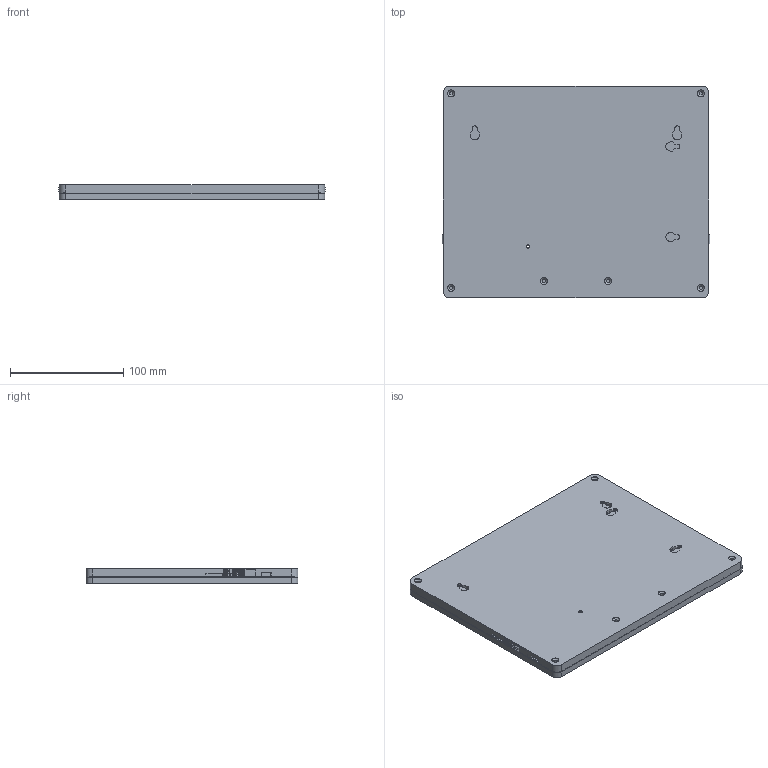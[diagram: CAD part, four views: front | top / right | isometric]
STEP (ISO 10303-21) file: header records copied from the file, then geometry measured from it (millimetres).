
FILE_DESCRIPTION(/* description */ (''),/* implementation_level */ '2;1');
FILE_NAME(/* name */ 'Inkplate10_Case_V1.6 v2.step',/* time_stamp */ '2022-01-27T11:26:35+01:00',/* author */ (''),/* organization */ (''),/* preprocessor_version */ 'ST-DEVELOPER v18.1',/* originating_system */ 'Autodesk Translation Framework v10.13.0.1454',/* authorisation */ '');
FILE_SCHEMA (('AUTOMOTIVE_DESIGN { 1 0 10303 214 3 1 1 }'));
Length unit declared in the file: millimetre
Products named in the file (4): Inkplate10_Case_V1.6; Inkplate10_Case_Bottom; Inkplate10_Case_Top; Inkplate10_Case_Top_Dots
Assembly tree (3 placements, depth 2):
  Inkplate10_Case_V1.6
    Inkplate10_Case_Bottom
    Inkplate10_Case_Top
    Inkplate10_Case_Top_Dots
Bounding box: 236.6 x 187.5 x 13.2 mm (x, y, z)
Volume: 229095.8 mm3; surface area: 180733.9 mm2
Topology: 3 solids, 3 shells, 586 faces, 1488 edges, 944 vertices
Faces by surface type: plane 475, cylinder 49, bspline 36, cone 26
Full cylindrical faces by diameter (mm): 2.4 x1, 3.5 x6, 4.8 x1, 6.2 x6
Entity records: 17726 total; most frequent: CARTESIAN_POINT 3637, ORIENTED_EDGE 2976, DIRECTION 2647, EDGE_CURVE 1488, LINE 1299, VECTOR 1299, VERTEX_POINT 944, AXIS2_PLACEMENT_3D 674
